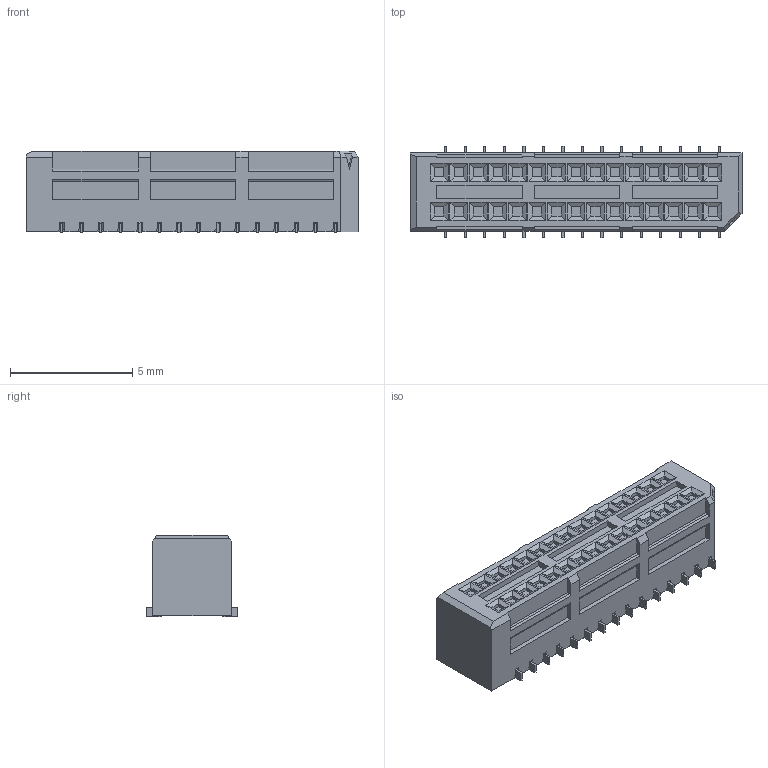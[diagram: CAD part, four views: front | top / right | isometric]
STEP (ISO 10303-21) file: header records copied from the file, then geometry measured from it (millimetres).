
FILE_DESCRIPTION((''),'2;1');
FILE_NAME('SAMTEC_SEMS-115-02-03.0-G-D-K-TR.stp','2015-09-08T10:01:03',(''),(''),'Mechanical Desktop 2011','Mechanical Desktop 2011',', , ');
FILE_SCHEMA(('AUTOMOTIVE_DESIGN { 1 2 10303 214 1 1 1 1 }'));
Length unit declared in the file: millimetre
Products named in the file (1): Product
Bounding box: 13.6 x 3.75 x 3.36 mm (x, y, z)
Volume: 133.3 mm3; surface area: 282.1 mm2
Topology: 31 solids, 31 shells, 1062 faces, 2670 edges, 1709 vertices
Faces by surface type: plane 870, bspline 165, cylinder 27
Entity records: 31111 total; most frequent: CARTESIAN_POINT 6147, ORIENTED_EDGE 5340, DIRECTION 4550, EDGE_CURVE 2670, VECTOR 2586, LINE 2586, VERTEX_POINT 1709, EDGE_LOOP 1101
